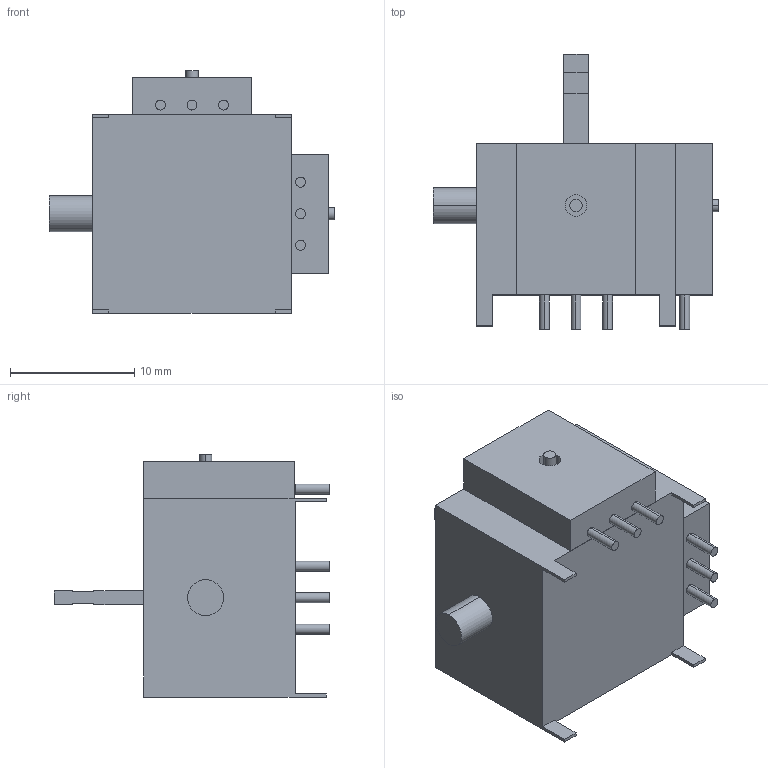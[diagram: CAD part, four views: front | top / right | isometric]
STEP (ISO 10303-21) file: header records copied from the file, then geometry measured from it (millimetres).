
FILE_DESCRIPTION (( 'STEP AP214' ), '1' );
FILE_NAME ('2-Axis Gimbal Joystick Potentiometer 60deg.STEP', '2022-08-05T19:10:19', ( '' ), ( '' ), 'SwSTEP 2.0', 'SolidWorks 2020', '' );
FILE_SCHEMA (( 'AUTOMOTIVE_DESIGN' ));
Length unit declared in the file: millimetre
Products named in the file (1): 2-Axis Gimbal Joystick Potentiometer 60deg
Bounding box: 23 x 22.2 x 19.5 mm (x, y, z)
Volume: 1075.6 mm3; surface area: 3034.1 mm2
Topology: 8 solids, 8 shells, 105 faces, 232 edges, 152 vertices
Faces by surface type: plane 77, cylinder 28
Entity records: 3137 total; most frequent: DIRECTION 508, CARTESIAN_POINT 490, ORIENTED_EDGE 464, EDGE_CURVE 232, AXIS2_PLACEMENT_3D 170, LINE 168, VECTOR 168, VERTEX_POINT 152
